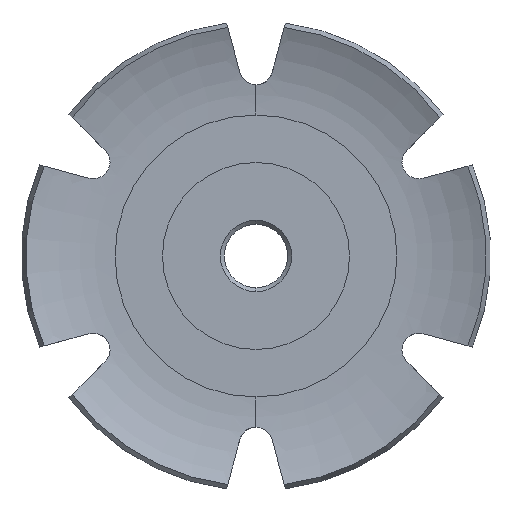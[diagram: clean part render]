
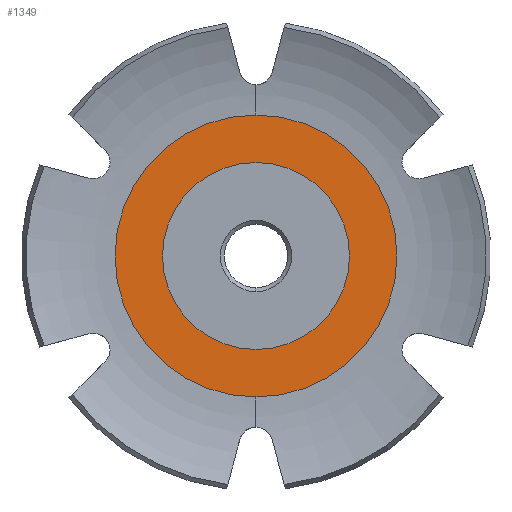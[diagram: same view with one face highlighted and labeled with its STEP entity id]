
A CAD part, front view. The second image highlights one B-rep face of the part: STEP entity #1349.
In plain terms, the highlighted planar face has unit normal (0, -1, 0).
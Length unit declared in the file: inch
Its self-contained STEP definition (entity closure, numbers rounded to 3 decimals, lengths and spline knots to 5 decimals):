
#60 = DIRECTION ( 'NONE',  ( 0., 0., 1. ) ) ;
#177 = ORIENTED_EDGE ( 'NONE', *, *, #814, .T. ) ;
#243 = DIRECTION ( 'NONE',  ( 0., 1., 0. ) ) ;
#359 = DIRECTION ( 'NONE',  ( 0., 1., 0. ) ) ;
#386 = VERTEX_POINT ( 'NONE', #1079 ) ;
#427 = CARTESIAN_POINT ( 'NONE',  ( 0., -0.17717, 0. ) ) ;
#537 = ORIENTED_EDGE ( 'NONE', *, *, #2295, .T. ) ;
#751 = DIRECTION ( 'NONE',  ( 0., 0., -1. ) ) ;
#800 = AXIS2_PLACEMENT_3D ( 'NONE', #1585, #1826, #2641 ) ;
#814 = EDGE_CURVE ( 'NONE', #1328, #386, #1665, .T. ) ;
#885 = CIRCLE ( 'NONE', #1400, 0.35433 ) ;
#1018 = CIRCLE ( 'NONE', #1209, 0.35433 ) ;
#1079 = CARTESIAN_POINT ( 'NONE',  ( 0., -0.17717, 0.235 ) ) ;
#1209 = AXIS2_PLACEMENT_3D ( 'NONE', #1299, #2346, #1532 ) ;
#1259 = EDGE_CURVE ( 'NONE', #1310, #2316, #1018, .T. ) ;
#1299 = CARTESIAN_POINT ( 'NONE',  ( 0., -0.17717, 0. ) ) ;
#1310 = VERTEX_POINT ( 'NONE', #2133 ) ;
#1328 = VERTEX_POINT ( 'NONE', #2577 ) ;
#1341 = FACE_OUTER_BOUND ( 'NONE', #1849, .T. ) ;
#1349 = ADVANCED_FACE ( 'NONE', ( #1387, #1341 ), #2478, .F. ) ;
#1387 = FACE_BOUND ( 'NONE', #1556, .T. ) ;
#1400 = AXIS2_PLACEMENT_3D ( 'NONE', #2040, #2647, #751 ) ;
#1417 = CARTESIAN_POINT ( 'NONE',  ( 0., -0.17717, 0. ) ) ;
#1532 = DIRECTION ( 'NONE',  ( 0., 0., -1. ) ) ;
#1556 = EDGE_LOOP ( 'NONE', ( #537, #177 ) ) ;
#1585 = CARTESIAN_POINT ( 'NONE',  ( -0.18, -0.17717, 0. ) ) ;
#1665 = CIRCLE ( 'NONE', #2158, 0.235 ) ;
#1737 = ORIENTED_EDGE ( 'NONE', *, *, #1259, .T. ) ;
#1825 = CARTESIAN_POINT ( 'NONE',  ( 0., -0.17717, -0.35433 ) ) ;
#1826 = DIRECTION ( 'NONE',  ( 0., 1., 0. ) ) ;
#1849 = EDGE_LOOP ( 'NONE', ( #2795, #1737 ) ) ;
#2029 = AXIS2_PLACEMENT_3D ( 'NONE', #1417, #359, #2271 ) ;
#2040 = CARTESIAN_POINT ( 'NONE',  ( 0., -0.17717, 0. ) ) ;
#2133 = CARTESIAN_POINT ( 'NONE',  ( 0., -0.17717, 0.35433 ) ) ;
#2158 = AXIS2_PLACEMENT_3D ( 'NONE', #427, #243, #60 ) ;
#2271 = DIRECTION ( 'NONE',  ( 0., 0., 1. ) ) ;
#2294 = CIRCLE ( 'NONE', #2029, 0.235 ) ;
#2295 = EDGE_CURVE ( 'NONE', #386, #1328, #2294, .T. ) ;
#2316 = VERTEX_POINT ( 'NONE', #1825 ) ;
#2346 = DIRECTION ( 'NONE',  ( 0., -1., 0. ) ) ;
#2444 = EDGE_CURVE ( 'NONE', #2316, #1310, #885, .T. ) ;
#2478 = PLANE ( 'NONE',  #800 ) ;
#2577 = CARTESIAN_POINT ( 'NONE',  ( 0., -0.17717, -0.235 ) ) ;
#2641 = DIRECTION ( 'NONE',  ( 0., 0., 1. ) ) ;
#2647 = DIRECTION ( 'NONE',  ( 0., -1., 0. ) ) ;
#2795 = ORIENTED_EDGE ( 'NONE', *, *, #2444, .T. ) ;
